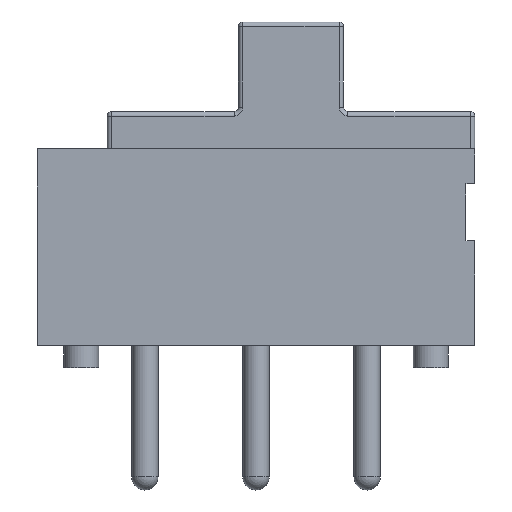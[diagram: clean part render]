
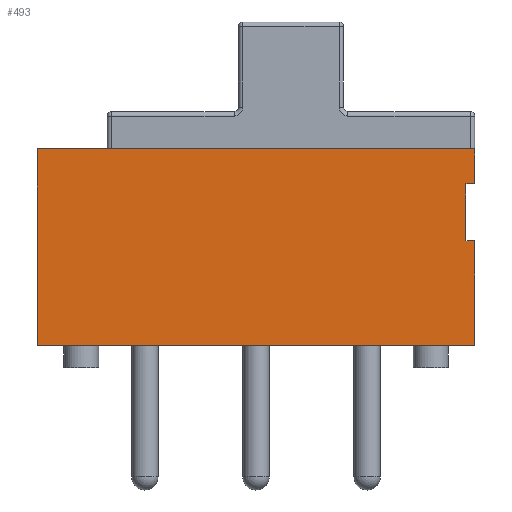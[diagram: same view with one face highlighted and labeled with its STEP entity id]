
A CAD part, front view. The second image highlights one B-rep face of the part: STEP entity #493.
In plain terms, the highlighted planar face has unit normal (0, -1, 0).
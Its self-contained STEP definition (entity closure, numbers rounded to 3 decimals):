
#1 = CARTESIAN_POINT ( 'NONE',  ( 4.8, -1.25, 2.9 ) ) ;
#33 = LINE ( 'NONE', #164, #2202 ) ;
#47 = VECTOR ( 'NONE', #335, 1000. ) ;
#164 = CARTESIAN_POINT ( 'NONE',  ( -5., -1.25, 0.5 ) ) ;
#168 = VERTEX_POINT ( 'NONE', #686 ) ;
#189 = DIRECTION ( 'NONE',  ( 0., 0., -1. ) ) ;
#229 = ORIENTED_EDGE ( 'NONE', *, *, #3402, .F. ) ;
#244 = EDGE_CURVE ( 'NONE', #413, #582, #3088, .T. ) ;
#273 = EDGE_CURVE ( 'NONE', #582, #3360, #3009, .T. ) ;
#295 = EDGE_LOOP ( 'NONE', ( #336, #934, #3251, #915, #229, #2485, #2630, #1726 ) ) ;
#335 = DIRECTION ( 'NONE',  ( 1., 0., 0. ) ) ;
#336 = ORIENTED_EDGE ( 'NONE', *, *, #1871, .F. ) ;
#380 = DIRECTION ( 'NONE',  ( 0., 0., -1. ) ) ;
#404 = CARTESIAN_POINT ( 'NONE',  ( 5., -1.25, 4.2 ) ) ;
#413 = VERTEX_POINT ( 'NONE', #2146 ) ;
#493 = ADVANCED_FACE ( 'NONE', ( #3042 ), #1596, .F. ) ;
#523 = CARTESIAN_POINT ( 'NONE',  ( 5., -1.25, 2.9 ) ) ;
#529 = CARTESIAN_POINT ( 'NONE',  ( 5., -1.25, 0.5 ) ) ;
#582 = VERTEX_POINT ( 'NONE', #610 ) ;
#610 = CARTESIAN_POINT ( 'NONE',  ( 4.8, -1.25, 4.2 ) ) ;
#646 = VERTEX_POINT ( 'NONE', #529 ) ;
#686 = CARTESIAN_POINT ( 'NONE',  ( -5., -1.25, 0.5 ) ) ;
#810 = CARTESIAN_POINT ( 'NONE',  ( 5., -1.25, 4.2 ) ) ;
#859 = VECTOR ( 'NONE', #189, 1000. ) ;
#915 = ORIENTED_EDGE ( 'NONE', *, *, #2188, .F. ) ;
#934 = ORIENTED_EDGE ( 'NONE', *, *, #2638, .F. ) ;
#1073 = LINE ( 'NONE', #2784, #1956 ) ;
#1165 = CARTESIAN_POINT ( 'NONE',  ( -5., -1.25, 5. ) ) ;
#1303 = LINE ( 'NONE', #1306, #2443 ) ;
#1306 = CARTESIAN_POINT ( 'NONE',  ( -5., -1.25, 0.5 ) ) ;
#1368 = DIRECTION ( 'NONE',  ( 0., 0., -1. ) ) ;
#1370 = LINE ( 'NONE', #810, #2877 ) ;
#1403 = LINE ( 'NONE', #1, #3418 ) ;
#1454 = CARTESIAN_POINT ( 'NONE',  ( -5., -1.25, 5. ) ) ;
#1480 = VERTEX_POINT ( 'NONE', #1944 ) ;
#1596 = PLANE ( 'NONE',  #2818 ) ;
#1707 = DIRECTION ( 'NONE',  ( 0., 1., 0. ) ) ;
#1726 = ORIENTED_EDGE ( 'NONE', *, *, #244, .F. ) ;
#1871 = EDGE_CURVE ( 'NONE', #1480, #413, #1370, .T. ) ;
#1944 = CARTESIAN_POINT ( 'NONE',  ( 5., -1.25, 5. ) ) ;
#1956 = VECTOR ( 'NONE', #380, 1000. ) ;
#2063 = DIRECTION ( 'NONE',  ( -1., 0., 0. ) ) ;
#2069 = DIRECTION ( 'NONE',  ( -1., 0., 0. ) ) ;
#2146 = CARTESIAN_POINT ( 'NONE',  ( 5., -1.25, 4.2 ) ) ;
#2188 = EDGE_CURVE ( 'NONE', #646, #168, #33, .T. ) ;
#2202 = VECTOR ( 'NONE', #2069, 1000. ) ;
#2263 = CARTESIAN_POINT ( 'NONE',  ( 4.8, -1.25, 2.9 ) ) ;
#2332 = CARTESIAN_POINT ( 'NONE',  ( 4.8, -1.25, 4.2 ) ) ;
#2395 = VECTOR ( 'NONE', #2063, 1000. ) ;
#2443 = VECTOR ( 'NONE', #3197, 1000. ) ;
#2485 = ORIENTED_EDGE ( 'NONE', *, *, #3034, .F. ) ;
#2560 = EDGE_CURVE ( 'NONE', #168, #3281, #1303, .T. ) ;
#2630 = ORIENTED_EDGE ( 'NONE', *, *, #273, .F. ) ;
#2638 = EDGE_CURVE ( 'NONE', #3281, #1480, #3228, .T. ) ;
#2686 = DIRECTION ( 'NONE',  ( 1., 0., 0. ) ) ;
#2749 = DIRECTION ( 'NONE',  ( 0., 0., 1. ) ) ;
#2784 = CARTESIAN_POINT ( 'NONE',  ( 5., -1.25, 0.5 ) ) ;
#2818 = AXIS2_PLACEMENT_3D ( 'NONE', #3309, #1707, #2749 ) ;
#2877 = VECTOR ( 'NONE', #1368, 1000. ) ;
#2921 = VERTEX_POINT ( 'NONE', #523 ) ;
#3009 = LINE ( 'NONE', #2332, #859 ) ;
#3034 = EDGE_CURVE ( 'NONE', #3360, #2921, #1403, .T. ) ;
#3042 = FACE_OUTER_BOUND ( 'NONE', #295, .T. ) ;
#3088 = LINE ( 'NONE', #404, #2395 ) ;
#3197 = DIRECTION ( 'NONE',  ( 0., 0., 1. ) ) ;
#3228 = LINE ( 'NONE', #1454, #47 ) ;
#3251 = ORIENTED_EDGE ( 'NONE', *, *, #2560, .F. ) ;
#3281 = VERTEX_POINT ( 'NONE', #1165 ) ;
#3309 = CARTESIAN_POINT ( 'NONE',  ( 0., -1.25, 0. ) ) ;
#3360 = VERTEX_POINT ( 'NONE', #2263 ) ;
#3402 = EDGE_CURVE ( 'NONE', #2921, #646, #1073, .T. ) ;
#3418 = VECTOR ( 'NONE', #2686, 1000. ) ;
